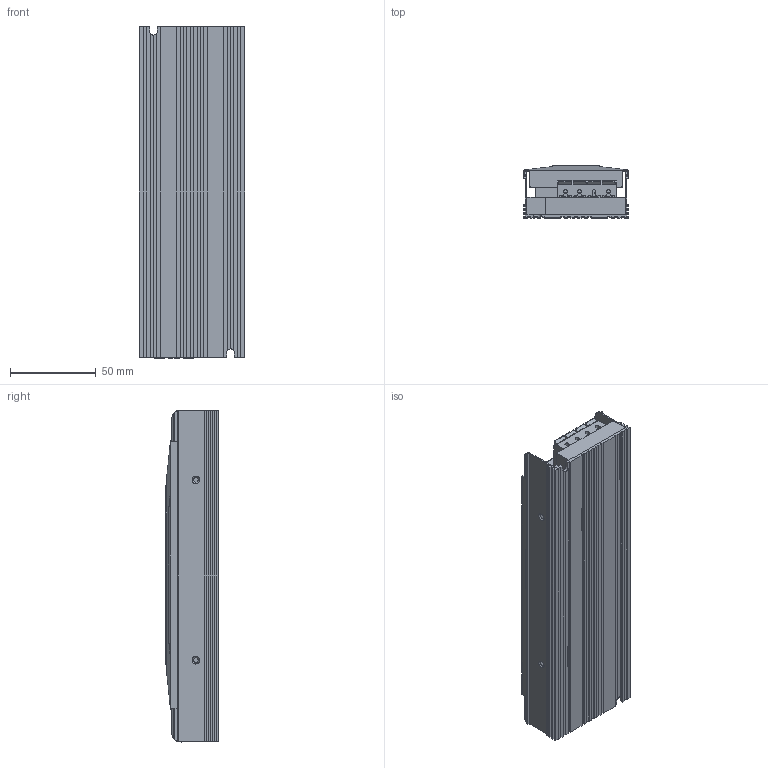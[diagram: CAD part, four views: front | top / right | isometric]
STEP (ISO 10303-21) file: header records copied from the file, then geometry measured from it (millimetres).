
FILE_DESCRIPTION (( 'STEP AP214' ), '1' );
FILE_NAME ('CDKL-150~200G总装.STEP', '2025-04-29T05:03:17', ( '万丰电脑' ), ( '电话：0577-62733550' ), 'SwSTEP 2.0', 'SolidWorks 2020', '' );
FILE_SCHEMA (( 'AUTOMOTIVE_DESIGN' ));
Length unit declared in the file: millimetre
Products named in the file (6): CDKL-G-200菁釱; CDKL-G-200裔; jiaodang蝶結; CDKL-G-3弇傷赽; CDKL-150~200G軞蚾; CDKL-G-4弇傷赽
Assembly tree (6 placements, depth 2):
  CDKL-150~200G軞蚾
    CDKL-G-200菁釱
    CDKL-G-200裔
    CDKL-G-3弇傷赽
    CDKL-G-4弇傷赽
    jiaodang蝶結  x2
Bounding box: 61.5 x 30.5 x 194.1 mm (x, y, z)
Volume: 52746.5 mm3; surface area: 86268.7 mm2
Topology: 6 solids, 6 shells, 531 faces, 1434 edges, 936 vertices
Faces by surface type: plane 478, cylinder 49, cone 4
Entity records: 21603 total; most frequent: CARTESIAN_POINT 2890, ORIENTED_EDGE 2796, DIRECTION 2542, EDGE_CURVE 1398, VECTOR 1270, LINE 1270, VERTEX_POINT 912, AXIS2_PLACEMENT_3D 636
